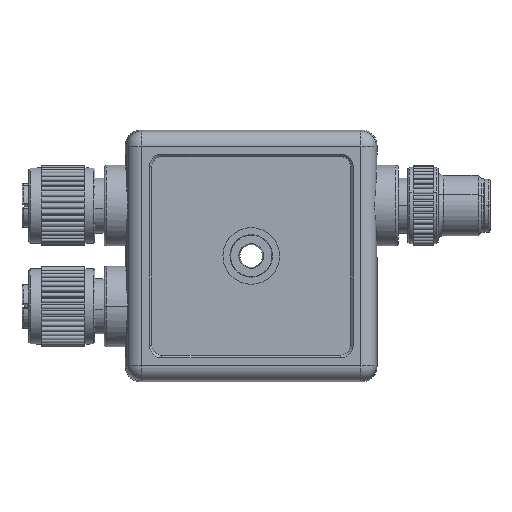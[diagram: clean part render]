
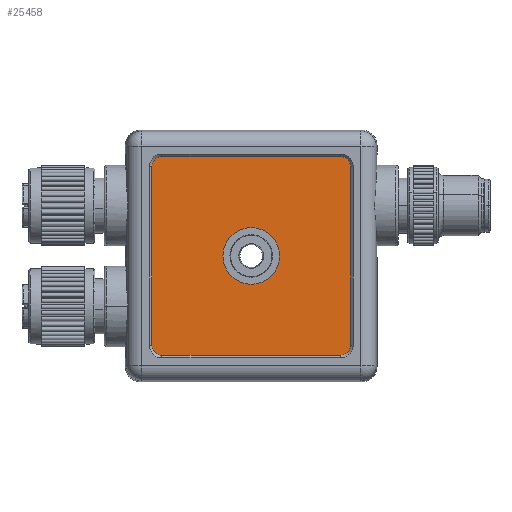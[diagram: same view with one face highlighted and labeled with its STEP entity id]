
A CAD part, top view. The second image highlights one B-rep face of the part: STEP entity #25458.
In plain terms, the highlighted planar face has unit normal (0, 0, 1).
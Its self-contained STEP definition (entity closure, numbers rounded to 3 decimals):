
#7590=CARTESIAN_POINT('',(17.75,17.75,8.5));
#7591=DIRECTION('',(0.,0.,-1.));
#7592=DIRECTION('',(0.,1.,0.));
#7593=AXIS2_PLACEMENT_3D('',#7590,#7591,#7592);
#7595=DIRECTION('',(0.,-1.,0.));
#7596=VECTOR('',#7595,35.5);
#7597=CARTESIAN_POINT('',(19.75,17.75,8.5));
#7598=LINE('',#7597,#7596);
#7599=CARTESIAN_POINT('',(17.75,-17.75,8.5));
#7600=DIRECTION('',(0.,0.,-1.));
#7601=DIRECTION('',(1.,0.,0.));
#7602=AXIS2_PLACEMENT_3D('',#7599,#7600,#7601);
#7604=DIRECTION('',(-1.,0.,0.));
#7605=VECTOR('',#7604,35.5);
#7606=CARTESIAN_POINT('',(17.75,-19.75,8.5));
#7607=LINE('',#7606,#7605);
#7608=CARTESIAN_POINT('',(-17.75,-17.75,8.5));
#7609=DIRECTION('',(0.,0.,-1.));
#7610=DIRECTION('',(0.,-1.,0.));
#7611=AXIS2_PLACEMENT_3D('',#7608,#7609,#7610);
#7613=DIRECTION('',(0.,1.,0.));
#7614=VECTOR('',#7613,35.5);
#7615=CARTESIAN_POINT('',(-19.75,-17.75,
8.5));
#7616=LINE('',#7615,#7614);
#7617=CARTESIAN_POINT('',(-17.75,17.75,8.5));
#7618=DIRECTION('',(0.,0.,-1.));
#7619=DIRECTION('',(-1.,0.,0.));
#7620=AXIS2_PLACEMENT_3D('',#7617,#7618,#7619);
#7622=DIRECTION('',(1.,0.,0.));
#7623=VECTOR('',#7622,35.5);
#7624=CARTESIAN_POINT('',(-17.75,19.75,8.5));
#7625=LINE('',#7624,#7623);
#7626=CARTESIAN_POINT('',(0.,0.,8.5));
#7627=DIRECTION('',(0.,0.,-1.));
#7628=DIRECTION('',(-1.,0.,0.));
#7629=AXIS2_PLACEMENT_3D('',#7626,#7627,#7628);
#7631=CARTESIAN_POINT('',(0.,0.,8.5));
#7632=DIRECTION('',(0.,0.,-1.));
#7633=DIRECTION('',(1.,0.,0.));
#7634=AXIS2_PLACEMENT_3D('',#7631,#7632,#7633);
#11861=CARTESIAN_POINT('',(-5.625,0.,8.5));
#11862=CARTESIAN_POINT('',(5.625,0.,8.5));
#11863=VERTEX_POINT('',#11861);
#11864=VERTEX_POINT('',#11862);
#11965=CARTESIAN_POINT('',(17.75,19.75,8.5));
#11966=CARTESIAN_POINT('',(19.75,17.75,8.5));
#11967=VERTEX_POINT('',#11965);
#11968=VERTEX_POINT('',#11966);
#11971=CARTESIAN_POINT('',(19.75,-17.75,
8.5));
#11972=VERTEX_POINT('',#11971);
#11975=CARTESIAN_POINT('',(17.75,-19.75,8.5));
#11976=VERTEX_POINT('',#11975);
#11979=CARTESIAN_POINT('',(-17.75,-19.75,
8.5));
#11980=VERTEX_POINT('',#11979);
#11983=CARTESIAN_POINT('',(-19.75,-17.75,8.5));
#11984=VERTEX_POINT('',#11983);
#11987=CARTESIAN_POINT('',(-19.75,17.75,
8.5));
#11988=VERTEX_POINT('',#11987);
#11991=CARTESIAN_POINT('',(-17.75,19.75,8.5));
#11992=VERTEX_POINT('',#11991);
#25437=CARTESIAN_POINT('',(0.,0.,8.5));
#25438=DIRECTION('',(0.,0.,1.));
#25439=DIRECTION('',(0.,-1.,0.));
#25440=AXIS2_PLACEMENT_3D('',#25437,#25438,#25439);
#25441=PLANE('',#25440);
#25442=ORIENTED_EDGE('',*,*,#25333,.T.);
#25443=ORIENTED_EDGE('',*,*,#25348,.T.);
#25444=ORIENTED_EDGE('',*,*,#25362,.T.);
#25445=ORIENTED_EDGE('',*,*,#25376,.T.);
#25446=ORIENTED_EDGE('',*,*,#25390,.T.);
#25447=ORIENTED_EDGE('',*,*,#25404,.T.);
#25448=ORIENTED_EDGE('',*,*,#25418,.T.);
#25449=ORIENTED_EDGE('',*,*,#25431,.T.);
#25450=EDGE_LOOP('',(#25442,#25443,#25444,#25445,#25446,#25447,#25448,#25449));
#25451=FACE_OUTER_BOUND('',#25450,.F.);
#25453=ORIENTED_EDGE('',*,*,#25452,.F.);
#25455=ORIENTED_EDGE('',*,*,#25454,.F.);
#25456=EDGE_LOOP('',(#25453,#25455));
#25457=FACE_BOUND('',#25456,.F.);
#25458=ADVANCED_FACE('',(#25451,#25457),#25441,.T.);
#7594=CIRCLE('',#7593,2.);
#7603=CIRCLE('',#7602,2.);
#7612=CIRCLE('',#7611,2.);
#7621=CIRCLE('',#7620,2.);
#7630=CIRCLE('',#7629,5.625);
#7635=CIRCLE('',#7634,5.625);
#25333=EDGE_CURVE('',#11967,#11968,#7594,.T.);
#25348=EDGE_CURVE('',#11968,#11972,#7598,.T.);
#25362=EDGE_CURVE('',#11972,#11976,#7603,.T.);
#25376=EDGE_CURVE('',#11976,#11980,#7607,.T.);
#25390=EDGE_CURVE('',#11980,#11984,#7612,.T.);
#25404=EDGE_CURVE('',#11984,#11988,#7616,.T.);
#25418=EDGE_CURVE('',#11988,#11992,#7621,.T.);
#25431=EDGE_CURVE('',#11992,#11967,#7625,.T.);
#25452=EDGE_CURVE('',#11863,#11864,#7630,.T.);
#25454=EDGE_CURVE('',#11864,#11863,#7635,.T.);
